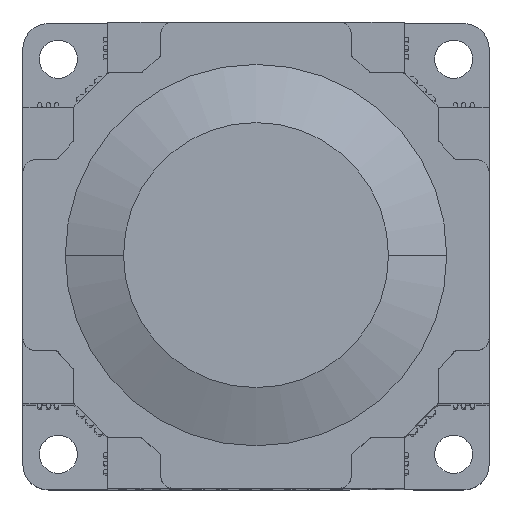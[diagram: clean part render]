
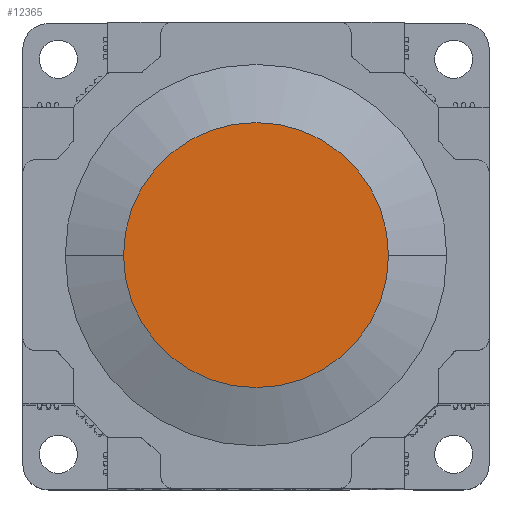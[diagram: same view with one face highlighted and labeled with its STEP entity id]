
A CAD part, top view. The second image highlights one B-rep face of the part: STEP entity #12365.
In plain terms, the highlighted planar face has unit normal (0, 0, 1).
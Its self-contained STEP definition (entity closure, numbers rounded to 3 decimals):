
#1143 = PLANE ( 'NONE',  #21896 ) ;
#1943 = CIRCLE ( 'NONE', #16191, 31.263 ) ;
#2507 = CIRCLE ( 'NONE', #16766, 31.263 ) ;
#2596 = CARTESIAN_POINT ( 'NONE',  ( 31.263, 0., 247. ) ) ;
#5626 = CARTESIAN_POINT ( 'NONE',  ( 0., 0., 247. ) ) ;
#6504 = DIRECTION ( 'NONE',  ( 0., 0., 1. ) ) ;
#8928 = CARTESIAN_POINT ( 'NONE',  ( 0., 0., 247. ) ) ;
#9083 = EDGE_LOOP ( 'NONE', ( #9896, #9901 ) ) ;
#9896 = ORIENTED_EDGE ( 'NONE', *, *, #10343, .T. ) ;
#9901 = ORIENTED_EDGE ( 'NONE', *, *, #13995, .T. ) ;
#10343 = EDGE_CURVE ( 'NONE', #22123, #11478, #1943, .T. ) ;
#11478 = VERTEX_POINT ( 'NONE', #14847 ) ;
#12365 = ADVANCED_FACE ( 'NONE', ( #18606 ), #1143, .T. ) ;
#13400 = DIRECTION ( 'NONE',  ( 0., 0., 1. ) ) ;
#13995 = EDGE_CURVE ( 'NONE', #11478, #22123, #2507, .T. ) ;
#14275 = DIRECTION ( 'NONE',  ( 1., 0., 0. ) ) ;
#14847 = CARTESIAN_POINT ( 'NONE',  ( -31.263, 0., 247. ) ) ;
#16191 = AXIS2_PLACEMENT_3D ( 'NONE', #5626, #13400, #21178 ) ;
#16693 = DIRECTION ( 'NONE',  ( 0., 0., 1. ) ) ;
#16766 = AXIS2_PLACEMENT_3D ( 'NONE', #23974, #6504, #14275 ) ;
#18606 = FACE_OUTER_BOUND ( 'NONE', #9083, .T. ) ;
#21178 = DIRECTION ( 'NONE',  ( 1., 0., 0. ) ) ;
#21896 = AXIS2_PLACEMENT_3D ( 'NONE', #8928, #16693, #24468 ) ;
#22123 = VERTEX_POINT ( 'NONE', #2596 ) ;
#23974 = CARTESIAN_POINT ( 'NONE',  ( 0., 0., 247. ) ) ;
#24468 = DIRECTION ( 'NONE',  ( 1., 0., 0. ) ) ;
